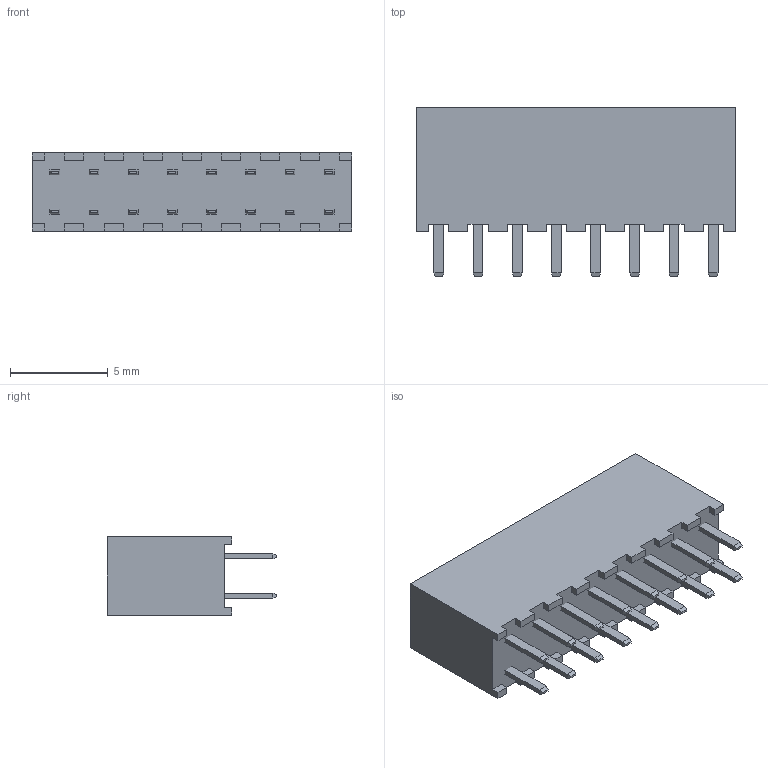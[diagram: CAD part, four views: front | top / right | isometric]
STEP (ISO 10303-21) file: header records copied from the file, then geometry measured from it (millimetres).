
FILE_DESCRIPTION( ( 'STEP AP214' ), '1' );
FILE_NAME( 'SQW-108-01-F-D.stp', '2021-02-04T23:11:37', ( 'License CC BY-ND 4.0' ), ( 'CADENAS' ), ' ', 'PARTsolutions', ' ' );
FILE_SCHEMA( ( 'AUTOMOTIVE_DESIGN { 1 0 10303 214 1 1 1 1 }' ) );
Length unit declared in the file: inch
Products named in the file (3): SQW-108-01-F-D; _S1SQW-108-01-F-D; _P1SQW-108-01-F-D
Assembly tree (2 placements, depth 2):
  SQW-108-01-F-D
    _S1SQW-108-01-F-D
    _P1SQW-108-01-F-D
Bounding box: 16.3 x 8.64 x 4 mm (x, y, z)
Volume: 390.2 mm3; surface area: 860.4 mm2
Topology: 2 solids, 2 shells, 480 faces, 1284 edges, 856 vertices
Faces by surface type: plane 464, cylinder 16
Entity records: 18574 total; most frequent: CARTESIAN_POINT 2623, ORIENTED_EDGE 2568, DIRECTION 2282, EDGE_CURVE 1284, LINE 1252, VECTOR 1252, VERTEX_POINT 856, EDGE_LOOP 528
